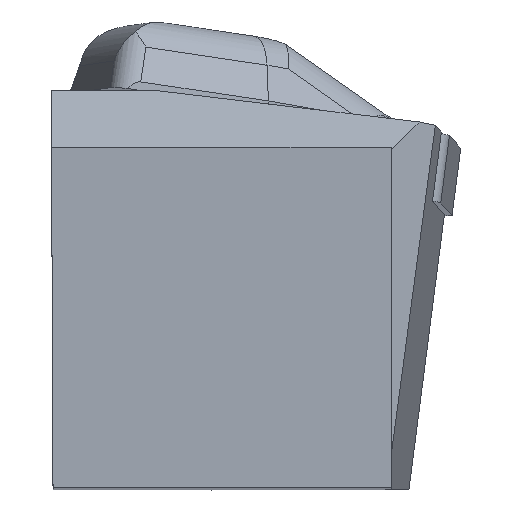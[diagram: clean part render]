
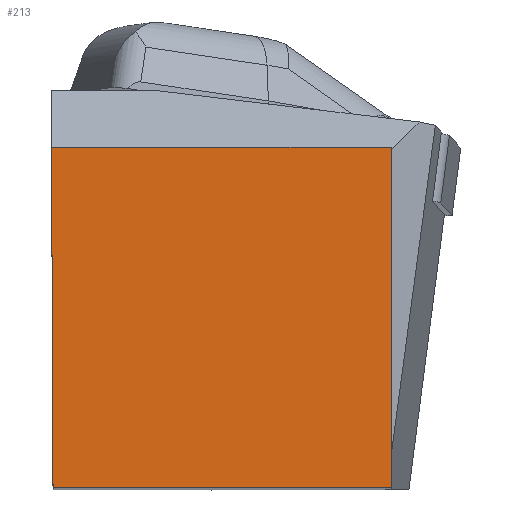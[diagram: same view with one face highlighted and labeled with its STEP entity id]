
A CAD part, top view. The second image highlights one B-rep face of the part: STEP entity #213.
In plain terms, the highlighted planar face has unit normal (0, 0, 1).
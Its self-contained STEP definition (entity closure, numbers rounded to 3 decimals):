
#151=FACE_OUTER_BOUND('',#592,.T.);
#213=ADVANCED_FACE('BLANK_BOXF006',(#151),#270,.F.);
#270=PLANE('',#1401);
#353=LINE('',#2026,#480);
#359=LINE('',#2039,#486);
#366=LINE('',#2054,#493);
#367=LINE('',#2056,#494);
#480=VECTOR('',#1600,1.);
#486=VECTOR('',#1608,1.);
#493=VECTOR('',#1623,1.);
#494=VECTOR('',#1624,1.);
#592=EDGE_LOOP('',(#760,#761,#762,#763));
#760=ORIENTED_EDGE('',*,*,#1180,.T.);
#761=ORIENTED_EDGE('',*,*,#1181,.T.);
#762=ORIENTED_EDGE('',*,*,#1166,.T.);
#763=ORIENTED_EDGE('',*,*,#1172,.T.);
#1035=VERTEX_POINT('',#2025);
#1036=VERTEX_POINT('',#2027);
#1041=VERTEX_POINT('',#2038);
#1046=VERTEX_POINT('',#2055);
#1166=EDGE_CURVE('',#1036,#1035,#353,.T.);
#1172=EDGE_CURVE('',#1035,#1041,#359,.T.);
#1180=EDGE_CURVE('',#1041,#1046,#366,.T.);
#1181=EDGE_CURVE('',#1046,#1036,#367,.T.);
#1401=AXIS2_PLACEMENT_3D('',#2057,#1625,#1626);
#1600=DIRECTION('',(0.004,-1.,0.));
#1608=DIRECTION('',(1.,0.,0.));
#1623=DIRECTION('',(0.,1.,0.));
#1624=DIRECTION('',(-1.,0.,0.));
#1625=DIRECTION('',(0.,0.,-1.));
#1626=DIRECTION('',(1.,0.,0.));
#2025=CARTESIAN_POINT('',(0.138,0.,0.));
#2026=CARTESIAN_POINT('',(-0.597,168.398,0.));
#2027=CARTESIAN_POINT('',(0.,31.623,0.));
#2038=CARTESIAN_POINT('',(31.623,0.,0.));
#2039=CARTESIAN_POINT('',(-168.4,0.,0.));
#2054=CARTESIAN_POINT('',(31.623,-168.4,0.));
#2055=CARTESIAN_POINT('',(31.623,31.623,0.));
#2056=CARTESIAN_POINT('',(168.4,31.623,0.));
#2057=CARTESIAN_POINT('',(54.1,-5.,0.));
